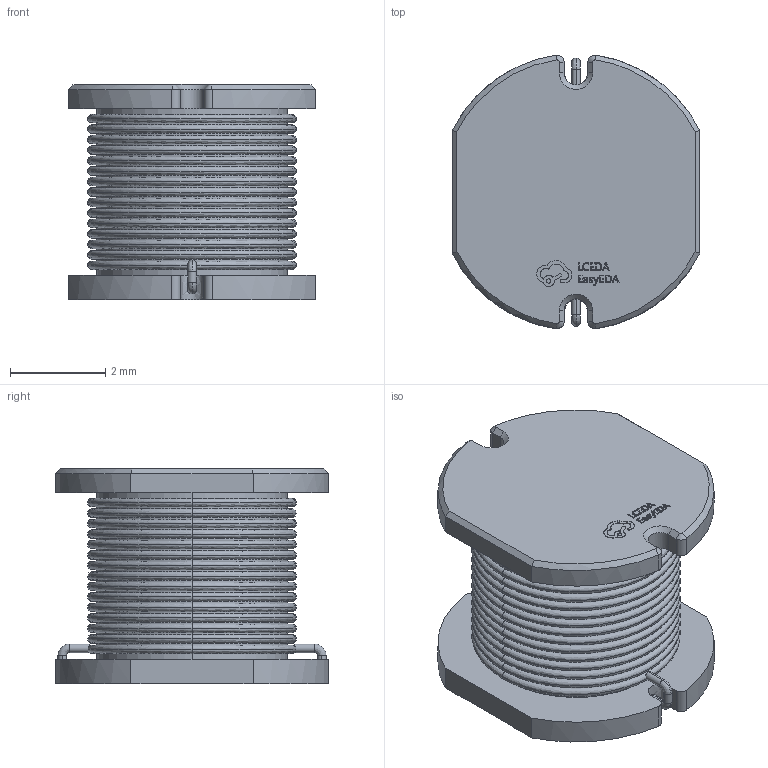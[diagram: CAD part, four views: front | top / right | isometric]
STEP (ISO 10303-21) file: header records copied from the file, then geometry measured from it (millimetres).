
FILE_DESCRIPTION(('Open CASCADE Model'),'2;1');
FILE_NAME('Open CASCADE Shape Model','2026-01-10T18:16:32',('Author'),( 'Open CASCADE'),'Open CASCADE STEP processor 7.9','Open CASCADE 7.9' ,'Unknown');
FILE_SCHEMA(('AUTOMOTIVE_DESIGN { 1 0 10303 214 1 1 1 1 }'));
Length unit declared in the file: millimetre
Products named in the file (1): COMPOUND
Bounding box: 5.2 x 5.74 x 4.52 mm (x, y, z)
Volume: 74 mm3; surface area: 250.9 mm2
Topology: 16 solids, 16 shells, 364 faces, 933 edges, 594 vertices
Faces by surface type: bspline 364
Entity records: 15088 total; most frequent: CARTESIAN_POINT 6871, ORIENTED_EDGE 1866, EDGE_CURVE 933, B_SPLINE_CURVE_WITH_KNOTS 723, VERTEX_POINT 594, FACE_BOUND 387, EDGE_LOOP 387, PRESENTATION_STYLE_ASSIGNMENT 380
